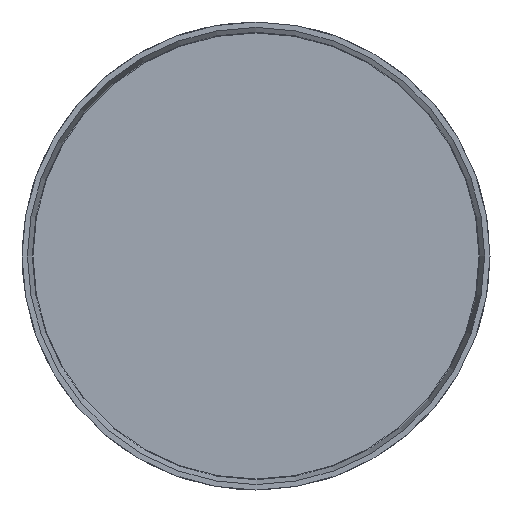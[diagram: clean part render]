
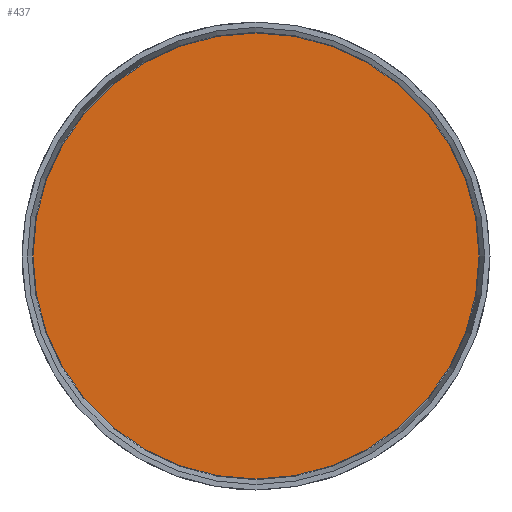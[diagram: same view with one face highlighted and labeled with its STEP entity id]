
A CAD part, front view. The second image highlights one B-rep face of the part: STEP entity #437.
In plain terms, the highlighted planar face has unit normal (0, -1, 0).
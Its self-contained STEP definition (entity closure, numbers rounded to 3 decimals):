
#49=CIRCLE('',#489,199.598);
#88=FACE_OUTER_BOUND('',#126,.T.);
#126=EDGE_LOOP('',(#394));
#229=VERTEX_POINT('',#747);
#284=EDGE_CURVE('',#229,#229,#49,.T.);
#394=ORIENTED_EDGE('',*,*,#284,.T.);
#409=PLANE('',#490);
#437=ADVANCED_FACE('',(#88),#409,.T.);
#489=AXIS2_PLACEMENT_3D('',#748,#623,#624);
#490=AXIS2_PLACEMENT_3D('',#749,#625,#626);
#623=DIRECTION('center_axis',(0.,-1.,0.));
#624=DIRECTION('ref_axis',(1.,0.,0.));
#625=DIRECTION('center_axis',(0.,-1.,0.));
#626=DIRECTION('ref_axis',(0.,0.,-1.));
#747=CARTESIAN_POINT('',(199.598,76.2,0.));
#748=CARTESIAN_POINT('Origin',(0.,76.2,0.));
#749=CARTESIAN_POINT('Origin',(0.,76.2,0.));
